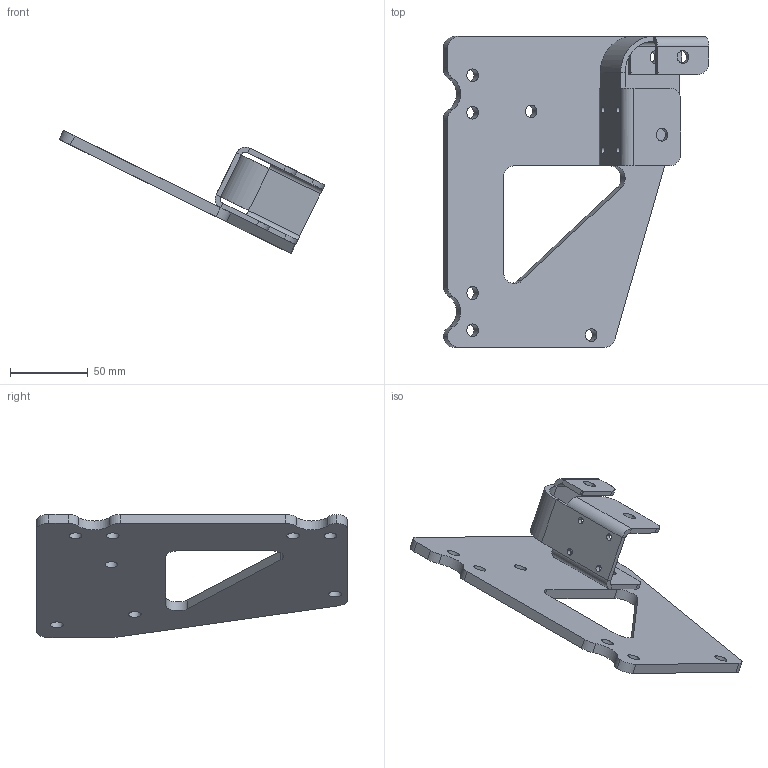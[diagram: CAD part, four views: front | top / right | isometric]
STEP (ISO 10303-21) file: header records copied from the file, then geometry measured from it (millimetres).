
FILE_DESCRIPTION(('CATIA V5 STEP','CAx-IF Rec.Pracs.--- Model Styling and Organization---1.5--- 2016-08-15','CAx-IF Rec.Pracs.---Supplemental Geometry---1.0---2011-11-01','CAx-IF Rec.Pracs.--- Composite Materials ---3.4---2017-06-13','CAx-IF Rec.Pracs.---Tessellated 3D Geometry---1.0---2015-12-17'),'2;1');
FILE_NAME('Bras_court_simple.stp','2023-09-25T17:32:02+00:00',('none'),('none'),'CATIA Version 5-6 Release 2021 SP3','CATIA V5 STEP AP242 v2','none');
FILE_SCHEMA(('AP242_MANAGED_MODEL_BASED_3D_ENGINEERING_MIM_LF {1 0 10303 442 1 1 4}'));
Length unit declared in the file: millimetre
Products named in the file (5): ASSEMBLAGE H18; ASS_CENTRE_V4.9.5; SOUS-ANCRAGE-COURT; RBOT9-AN17_Défaut; RBOT9-AN15_Défaut
Assembly tree (4 placements, depth 4):
  ASSEMBLAGE H18
    ASS_CENTRE_V4.9.5
      SOUS-ANCRAGE-COURT
        RBOT9-AN17_Défaut
        RBOT9-AN15_Défaut
Bounding box: 170.85 x 200.03 x 79.12 mm (x, y, z)
Volume: 187344.9 mm3; surface area: 78339.6 mm2
Topology: 2 solids, 2 shells, 116 faces, 300 edges, 188 vertices
Faces by surface type: cylinder 65, plane 51
Entity records: 4308 total; most frequent: CARTESIAN_POINT 1638, ORIENTED_EDGE 600, DIRECTION 392, EDGE_CURVE 300, VERTEX_POINT 188, VECTOR 166, LINE 166, EDGE_LOOP 150
